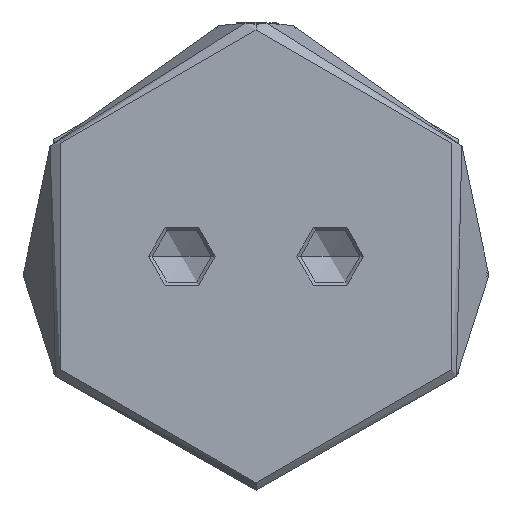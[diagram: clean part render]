
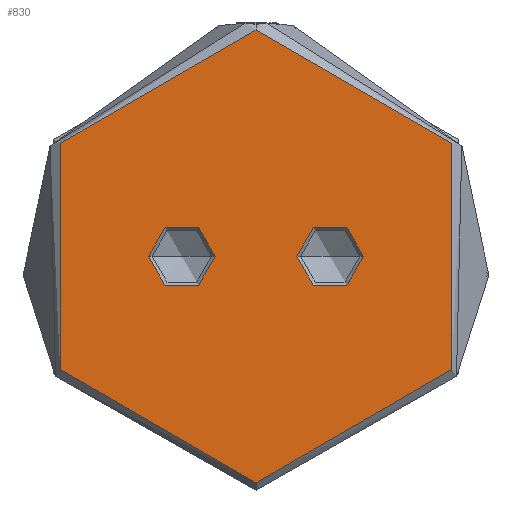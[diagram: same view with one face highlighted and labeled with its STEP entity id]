
A CAD part, front view. The second image highlights one B-rep face of the part: STEP entity #830.
In plain terms, the highlighted face is planar.
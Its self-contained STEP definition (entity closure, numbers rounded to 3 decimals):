
#4 = AXIS2_PLACEMENT_3D ( 'NONE', #4487, #633, #5144 ) ;
#84 = VERTEX_POINT ( 'NONE', #915 ) ;
#177 = AXIS2_PLACEMENT_3D ( 'NONE', #2841, #7273, #3490 ) ;
#411 = CARTESIAN_POINT ( 'NONE',  ( 0., 14.5, 0. ) ) ;
#545 = AXIS2_PLACEMENT_3D ( 'NONE', #5169, #777, #5976 ) ;
#633 = DIRECTION ( 'NONE',  ( 0., 0., 1. ) ) ;
#777 = DIRECTION ( 'NONE',  ( 0., 0., -1. ) ) ;
#805 = ORIENTED_EDGE ( 'NONE', *, *, #1401, .T. ) ;
#830 = ADVANCED_FACE ( 'NONE', ( #4673, #1038, #2773 ), #7758, .F. ) ;
#915 = CARTESIAN_POINT ( 'NONE',  ( 0., -5.5, 0. ) ) ;
#1038 = FACE_BOUND ( 'NONE', #2155, .T. ) ;
#1178 = EDGE_CURVE ( 'NONE', #7680, #84, #6946, .T. ) ;
#1204 = ORIENTED_EDGE ( 'NONE', *, *, #7142, .T. ) ;
#1240 = CARTESIAN_POINT ( 'NONE',  ( 0., -10., 0. ) ) ;
#1326 = CARTESIAN_POINT ( 'NONE',  ( 0., 5.5, 0. ) ) ;
#1401 = EDGE_CURVE ( 'NONE', #3450, #6988, #2054, .T. ) ;
#1451 = ORIENTED_EDGE ( 'NONE', *, *, #6926, .T. ) ;
#1802 = AXIS2_PLACEMENT_3D ( 'NONE', #1240, #5749, #1895 ) ;
#1895 = DIRECTION ( 'NONE',  ( 0., 1., 0. ) ) ;
#2050 = DIRECTION ( 'NONE',  ( 0., 1., 0. ) ) ;
#2054 = CIRCLE ( 'NONE', #5679, 30.5 ) ;
#2057 = CARTESIAN_POINT ( 'NONE',  ( 0., 0., 0. ) ) ;
#2079 = DIRECTION ( 'NONE',  ( 0., 0., -1. ) ) ;
#2155 = EDGE_LOOP ( 'NONE', ( #7781, #7952 ) ) ;
#2773 = FACE_BOUND ( 'NONE', #5786, .T. ) ;
#2841 = CARTESIAN_POINT ( 'NONE',  ( 0., 0., 0. ) ) ;
#2948 = DIRECTION ( 'NONE',  ( 0., 0., 1. ) ) ;
#2994 = VERTEX_POINT ( 'NONE', #411 ) ;
#3007 = DIRECTION ( 'NONE',  ( 0., 0., 1. ) ) ;
#3206 = DIRECTION ( 'NONE',  ( 1., 0., 0. ) ) ;
#3450 = VERTEX_POINT ( 'NONE', #7800 ) ;
#3490 = DIRECTION ( 'NONE',  ( 1., 0., 0. ) ) ;
#3522 = EDGE_CURVE ( 'NONE', #5246, #2994, #6691, .T. ) ;
#3782 = ORIENTED_EDGE ( 'NONE', *, *, #1178, .T. ) ;
#4487 = CARTESIAN_POINT ( 'NONE',  ( 0., 10., 0. ) ) ;
#4673 = FACE_OUTER_BOUND ( 'NONE', #7386, .T. ) ;
#4915 = CIRCLE ( 'NONE', #177, 30.5 ) ;
#5144 = DIRECTION ( 'NONE',  ( 0., -1., 0. ) ) ;
#5169 = CARTESIAN_POINT ( 'NONE',  ( 0., 0., 0. ) ) ;
#5236 = CARTESIAN_POINT ( 'NONE',  ( -30.5, 0., 0. ) ) ;
#5246 = VERTEX_POINT ( 'NONE', #1326 ) ;
#5325 = CARTESIAN_POINT ( 'NONE',  ( 0., -10., 0. ) ) ;
#5582 = EDGE_CURVE ( 'NONE', #2994, #5246, #7968, .T. ) ;
#5679 = AXIS2_PLACEMENT_3D ( 'NONE', #2057, #3007, #3206 ) ;
#5749 = DIRECTION ( 'NONE',  ( 0., 0., -1. ) ) ;
#5786 = EDGE_LOOP ( 'NONE', ( #1451, #3782 ) ) ;
#5976 = DIRECTION ( 'NONE',  ( -1., 0., 0. ) ) ;
#6644 = CARTESIAN_POINT ( 'NONE',  ( 0., -14.5, 0. ) ) ;
#6691 = CIRCLE ( 'NONE', #4, 4.5 ) ;
#6749 = CARTESIAN_POINT ( 'NONE',  ( 0., 10., 0. ) ) ;
#6926 = EDGE_CURVE ( 'NONE', #84, #7680, #8043, .T. ) ;
#6946 = CIRCLE ( 'NONE', #7225, 4.5 ) ;
#6956 = AXIS2_PLACEMENT_3D ( 'NONE', #6749, #2948, #7373 ) ;
#6988 = VERTEX_POINT ( 'NONE', #5236 ) ;
#7142 = EDGE_CURVE ( 'NONE', #6988, #3450, #4915, .T. ) ;
#7225 = AXIS2_PLACEMENT_3D ( 'NONE', #5325, #2079, #2050 ) ;
#7273 = DIRECTION ( 'NONE',  ( 0., 0., 1. ) ) ;
#7373 = DIRECTION ( 'NONE',  ( 0., -1., 0. ) ) ;
#7386 = EDGE_LOOP ( 'NONE', ( #1204, #805 ) ) ;
#7680 = VERTEX_POINT ( 'NONE', #6644 ) ;
#7758 = PLANE ( 'NONE',  #545 ) ;
#7781 = ORIENTED_EDGE ( 'NONE', *, *, #3522, .F. ) ;
#7800 = CARTESIAN_POINT ( 'NONE',  ( 30.5, 0., 0. ) ) ;
#7952 = ORIENTED_EDGE ( 'NONE', *, *, #5582, .F. ) ;
#7968 = CIRCLE ( 'NONE', #6956, 4.5 ) ;
#8043 = CIRCLE ( 'NONE', #1802, 4.5 ) ;
